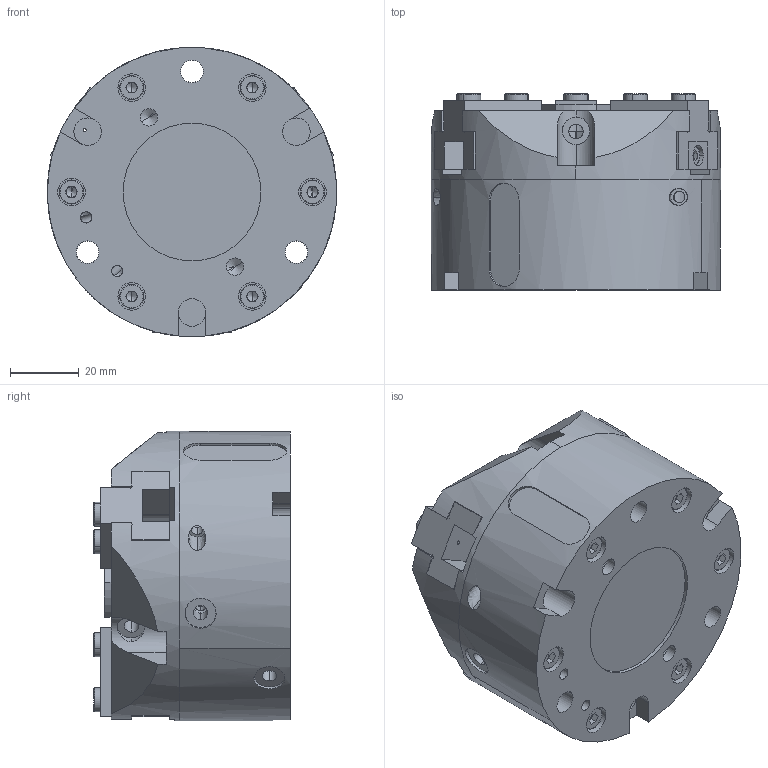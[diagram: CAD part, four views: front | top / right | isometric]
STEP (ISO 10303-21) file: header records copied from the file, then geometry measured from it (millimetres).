
FILE_DESCRIPTION (( 'STEP AP214' ), '1' );
FILE_NAME ('3PG 080.STEP', '2012-03-06T01:15:23', ( 'xw4600' ), ( '' ), 'SwSTEP 2.0', 'SolidWorks 2010', '' );
FILE_SCHEMA (( 'AUTOMOTIVE_DESIGN' ));
Length unit declared in the file: millimetre
Products named in the file (10): Socket Head Cap Screw_ISO 4762 M4 x 30 --- 20N; Countersunk Head Screw_ISO 10642 - M3 x 8 --- 8N; 3PG 080; 3PG080-06-1_ル遽; 3PG080-10_ル遽; Socket Head Cap Screw_ISO 4762 M3 x 20 --- 20N; 3PG080-01_ル遽; 3PG080-02_ル遽; 3PG080-04_ル遽; 3PG080-07_ル遽
Assembly tree (25 placements, depth 2):
  3PG 080
    3PG080-06-1_ル遽  x2
    Socket Head Cap Screw_ISO 4762 M3 x 20 --- 20N  x2
    Socket Head Cap Screw_ISO 4762 M4 x 30 --- 20N  x6
    3PG080-10_ル遽  x6
    3PG080-01_ル遽
    3PG080-02_ル遽
    3PG080-04_ル遽  x3
    Countersunk Head Screw_ISO 10642 - M3 x 8 --- 8N  x3
    3PG080-07_ル遽
Bounding box: 84 x 57 x 84 mm (x, y, z)
Volume: 202365.8 mm3; surface area: 80210.2 mm2
Topology: 25 solids, 25 shells, 899 faces, 2176 edges, 1327 vertices
Faces by surface type: plane 394, cylinder 298, cone 163, torus 38, bspline 6
Entity records: 16705 total; most frequent: CARTESIAN_POINT 3787, DIRECTION 2653, ORIENTED_EDGE 2408, EDGE_CURVE 1204, AXIS2_PLACEMENT_3D 1013, VERTEX_POINT 765, LINE 627, VECTOR 627
